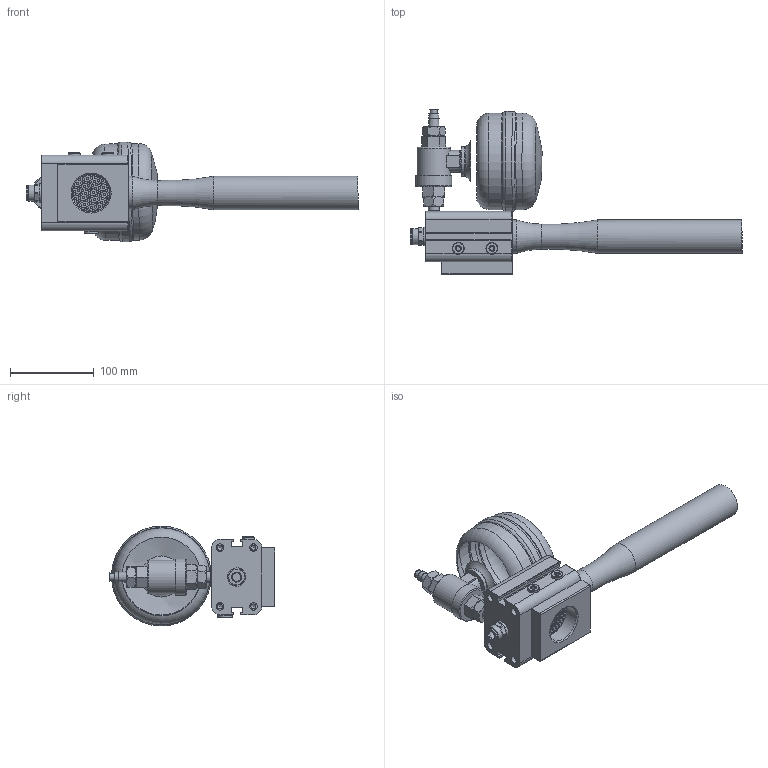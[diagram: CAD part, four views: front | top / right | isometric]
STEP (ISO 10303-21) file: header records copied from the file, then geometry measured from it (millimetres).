
FILE_DESCRIPTION(/* description */ (''),/* implementation_level */ '2;1');
FILE_NAME(/* name */ 'evkz60av05.stp',/* time_stamp */ '2022-05-30T10:47:28+02:00',/* author */ ('enginyeria'),/* organization */ (''),/* preprocessor_version */ 'ST-DEVELOPER v17.2',/* originating_system */ 'Autodesk Inventor 2019',/* authorisation */ '');
FILE_SCHEMA (('AUTOMOTIVE_DESIGN { 1 0 10303 214 3 1 1 }'));
Length unit declared in the file: metre
Products named in the file (1): Pieza9
Bounding box: 395.9 x 197.59 x 119.09 mm (x, y, z)
Volume: 1736413.6 mm3; surface area: 168829.7 mm2
Topology: 1 solids, 1 shells, 524 faces, 1426 edges, 961 vertices
Faces by surface type: plane 230, cylinder 213, cone 62, torus 18, sphere 1
Full cylindrical faces by diameter (mm): 3 x117, 4.134 x4, 5.5 x4, 6 x4, 6.3 x4, 8.5 x1, 9 x4, 10.2 x1, 12 x2, 12.114 x1, 13 x1, 13.6 x1, 14 x2, 16.9 x1, 17 x1, 18.7 x1, 18.8 x1, 19 x1, 20.94 x1, 22 x1, 35 x1, 40 x3, 43 x1, 44.845 x1, 60 x1, 115 x2, 119 x1
Entity records: 17327 total; most frequent: CARTESIAN_POINT 3218, DIRECTION 3129, ORIENTED_EDGE 2836, EDGE_CURVE 1418, AXIS2_PLACEMENT_3D 1286, VERTEX_POINT 961, CIRCLE 753, EDGE_LOOP 751
